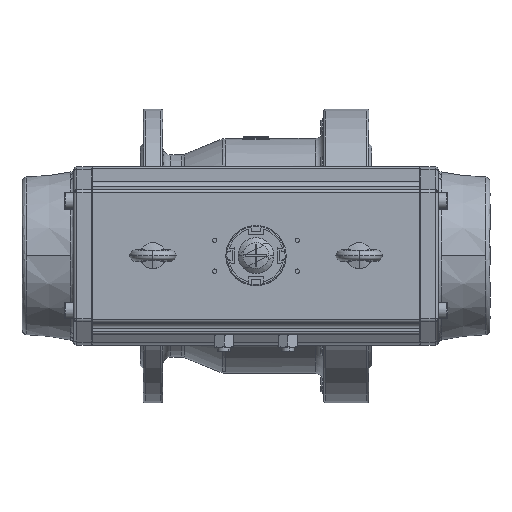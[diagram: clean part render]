
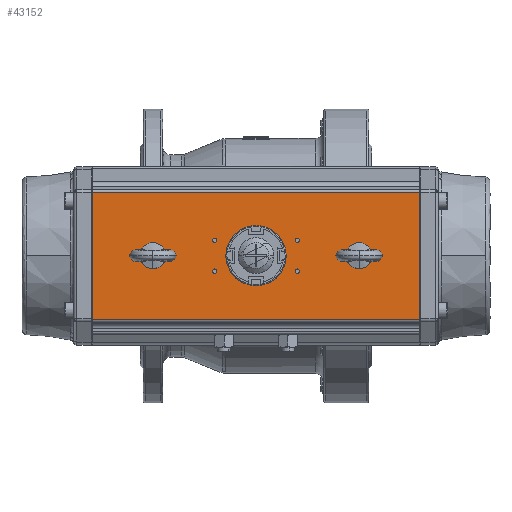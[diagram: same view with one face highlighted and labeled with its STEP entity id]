
A CAD part, top view. The second image highlights one B-rep face of the part: STEP entity #43152.
In plain terms, the highlighted planar face has unit normal (0, 0, 1).
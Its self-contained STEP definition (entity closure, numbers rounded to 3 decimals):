
#42973=CARTESIAN_POINT('',(159.,-62.072,389.081));
#42974=DIRECTION('',(0.,0.,-1.));
#42975=DIRECTION('',(-1.,-0.,-0.));
#42976=AXIS2_PLACEMENT_3D('',#42973,#42974,#42975);
#42977=PLANE('',#42976);
#42978=CARTESIAN_POINT('',(-158.655,61.306,389.081));
#42979=VERTEX_POINT('',#42978);
#42980=CARTESIAN_POINT('',(158.655,61.306,389.081));
#42981=VERTEX_POINT('',#42980);
#42982=CARTESIAN_POINT('',(-158.655,61.306,389.081));
#42983=DIRECTION('',(1.,0.,0.));
#42984=VECTOR('',#42983,317.31);
#42985=LINE('',#42982,#42984);
#42986=EDGE_CURVE('',#42979,#42981,#42985,.T.);
#42987=ORIENTED_EDGE('',*,*,#42986,.F.);
#42988=CARTESIAN_POINT('',(-158.655,-62.072,389.081));
#42989=VERTEX_POINT('',#42988);
#42990=CARTESIAN_POINT('',(-158.655,61.306,389.081));
#42991=DIRECTION('',(0.,-1.,-0.));
#42992=VECTOR('',#42991,123.377);
#42993=LINE('',#42990,#42992);
#42994=EDGE_CURVE('',#42979,#42989,#42993,.T.);
#42995=ORIENTED_EDGE('',*,*,#42994,.T.);
#42996=CARTESIAN_POINT('',(158.655,-62.072,389.081));
#42997=VERTEX_POINT('',#42996);
#42998=CARTESIAN_POINT('',(158.655,-62.072,389.081));
#42999=DIRECTION('',(-1.,-0.,-0.));
#43000=VECTOR('',#42999,317.31);
#43001=LINE('',#42998,#43000);
#43002=EDGE_CURVE('',#42997,#42989,#43001,.T.);
#43003=ORIENTED_EDGE('',*,*,#43002,.F.);
#43004=CARTESIAN_POINT('',(158.655,-62.072,389.081));
#43005=DIRECTION('',(-0.,1.,0.));
#43006=VECTOR('',#43005,123.377);
#43007=LINE('',#43004,#43006);
#43008=EDGE_CURVE('',#42997,#42981,#43007,.T.);
#43009=ORIENTED_EDGE('',*,*,#43008,.T.);
#43010=EDGE_LOOP('',(#42987,#42995,#43003,#43009));
#43011=FACE_BOUND('',#43010,.T.);
#43012=CARTESIAN_POINT('',(42.1,-15.383,389.081));
#43013=VERTEX_POINT('',#43012);
#43014=CARTESIAN_POINT('',(37.9,-15.383,389.081));
#43015=VERTEX_POINT('',#43014);
#43016=CARTESIAN_POINT('',(40.,-15.383,389.081));
#43017=DIRECTION('',(-0.,-0.,1.));
#43018=DIRECTION('',(1.,0.,0.));
#43019=AXIS2_PLACEMENT_3D('',#43016,#43017,#43018);
#43020=CIRCLE('',#43019,2.1);
#43021=EDGE_CURVE('NONE',#43013,#43015,#43020,.T.);
#43022=ORIENTED_EDGE('',*,*,#43021,.F.);
#43023=CARTESIAN_POINT('',(40.,-15.383,389.081));
#43024=DIRECTION('',(-0.,-0.,1.));
#43025=DIRECTION('',(1.,0.,0.));
#43026=AXIS2_PLACEMENT_3D('',#43023,#43024,#43025);
#43027=CIRCLE('',#43026,2.1);
#43028=EDGE_CURVE('NONE',#43015,#43013,#43027,.T.);
#43029=ORIENTED_EDGE('',*,*,#43028,.F.);
#43030=EDGE_LOOP('',(#43022,#43029));
#43031=FACE_BOUND('',#43030,.T.);
#43032=CARTESIAN_POINT('',(42.1,14.617,389.081));
#43033=VERTEX_POINT('',#43032);
#43034=CARTESIAN_POINT('',(37.9,14.617,389.081));
#43035=VERTEX_POINT('',#43034);
#43036=CARTESIAN_POINT('',(40.,14.617,389.081));
#43037=DIRECTION('',(-0.,-0.,1.));
#43038=DIRECTION('',(1.,0.,0.));
#43039=AXIS2_PLACEMENT_3D('',#43036,#43037,#43038);
#43040=CIRCLE('',#43039,2.1);
#43041=EDGE_CURVE('NONE',#43033,#43035,#43040,.T.);
#43042=ORIENTED_EDGE('',*,*,#43041,.F.);
#43043=CARTESIAN_POINT('',(40.,14.617,389.081));
#43044=DIRECTION('',(-0.,-0.,1.));
#43045=DIRECTION('',(1.,0.,0.));
#43046=AXIS2_PLACEMENT_3D('',#43043,#43044,#43045);
#43047=CIRCLE('',#43046,2.1);
#43048=EDGE_CURVE('NONE',#43035,#43033,#43047,.T.);
#43049=ORIENTED_EDGE('',*,*,#43048,.F.);
#43050=EDGE_LOOP('',(#43042,#43049));
#43051=FACE_BOUND('',#43050,.T.);
#43052=CARTESIAN_POINT('',(-37.9,14.617,389.081));
#43053=VERTEX_POINT('',#43052);
#43054=CARTESIAN_POINT('',(-42.1,14.617,389.081));
#43055=VERTEX_POINT('',#43054);
#43056=CARTESIAN_POINT('',(-40.,14.617,389.081));
#43057=DIRECTION('',(-0.,-0.,1.));
#43058=DIRECTION('',(1.,0.,0.));
#43059=AXIS2_PLACEMENT_3D('',#43056,#43057,#43058);
#43060=CIRCLE('',#43059,2.1);
#43061=EDGE_CURVE('NONE',#43053,#43055,#43060,.T.);
#43062=ORIENTED_EDGE('',*,*,#43061,.F.);
#43063=CARTESIAN_POINT('',(-40.,14.617,389.081));
#43064=DIRECTION('',(-0.,-0.,1.));
#43065=DIRECTION('',(1.,0.,0.));
#43066=AXIS2_PLACEMENT_3D('',#43063,#43064,#43065);
#43067=CIRCLE('',#43066,2.1);
#43068=EDGE_CURVE('NONE',#43055,#43053,#43067,.T.);
#43069=ORIENTED_EDGE('',*,*,#43068,.F.);
#43070=EDGE_LOOP('',(#43062,#43069));
#43071=FACE_BOUND('',#43070,.T.);
#43072=CARTESIAN_POINT('',(-37.9,-15.383,389.081));
#43073=VERTEX_POINT('',#43072);
#43074=CARTESIAN_POINT('',(-42.1,-15.383,389.081));
#43075=VERTEX_POINT('',#43074);
#43076=CARTESIAN_POINT('',(-40.,-15.383,389.081));
#43077=DIRECTION('',(-0.,-0.,1.));
#43078=DIRECTION('',(1.,0.,0.));
#43079=AXIS2_PLACEMENT_3D('',#43076,#43077,#43078);
#43080=CIRCLE('',#43079,2.1);
#43081=EDGE_CURVE('NONE',#43073,#43075,#43080,.T.);
#43082=ORIENTED_EDGE('',*,*,#43081,.F.);
#43083=CARTESIAN_POINT('',(-40.,-15.383,389.081));
#43084=DIRECTION('',(-0.,-0.,1.));
#43085=DIRECTION('',(1.,0.,0.));
#43086=AXIS2_PLACEMENT_3D('',#43083,#43084,#43085);
#43087=CIRCLE('',#43086,2.1);
#43088=EDGE_CURVE('NONE',#43075,#43073,#43087,.T.);
#43089=ORIENTED_EDGE('',*,*,#43088,.F.);
#43090=EDGE_LOOP('',(#43082,#43089));
#43091=FACE_BOUND('',#43090,.T.);
#43092=CARTESIAN_POINT('',(-95.75,-0.383,389.081));
#43093=VERTEX_POINT('',#43092);
#43094=CARTESIAN_POINT('',(-104.25,-0.383,389.081));
#43095=VERTEX_POINT('',#43094);
#43096=CARTESIAN_POINT('',(-100.,-0.383,389.081));
#43097=DIRECTION('',(-0.,-0.,1.));
#43098=DIRECTION('',(1.,0.,0.));
#43099=AXIS2_PLACEMENT_3D('',#43096,#43097,#43098);
#43100=CIRCLE('',#43099,4.25);
#43101=EDGE_CURVE('NONE',#43093,#43095,#43100,.T.);
#43102=ORIENTED_EDGE('',*,*,#43101,.F.);
#43103=CARTESIAN_POINT('',(-100.,-0.383,389.081));
#43104=DIRECTION('',(-0.,-0.,1.));
#43105=DIRECTION('',(1.,0.,0.));
#43106=AXIS2_PLACEMENT_3D('',#43103,#43104,#43105);
#43107=CIRCLE('',#43106,4.25);
#43108=EDGE_CURVE('NONE',#43095,#43093,#43107,.T.);
#43109=ORIENTED_EDGE('',*,*,#43108,.F.);
#43110=EDGE_LOOP('',(#43102,#43109));
#43111=FACE_BOUND('',#43110,.T.);
#43112=CARTESIAN_POINT('',(104.25,-0.383,389.081));
#43113=VERTEX_POINT('',#43112);
#43114=CARTESIAN_POINT('',(95.75,-0.383,389.081));
#43115=VERTEX_POINT('',#43114);
#43116=CARTESIAN_POINT('',(100.,-0.383,389.081));
#43117=DIRECTION('',(-0.,-0.,1.));
#43118=DIRECTION('',(1.,0.,0.));
#43119=AXIS2_PLACEMENT_3D('',#43116,#43117,#43118);
#43120=CIRCLE('',#43119,4.25);
#43121=EDGE_CURVE('NONE',#43113,#43115,#43120,.T.);
#43122=ORIENTED_EDGE('',*,*,#43121,.F.);
#43123=CARTESIAN_POINT('',(100.,-0.383,389.081));
#43124=DIRECTION('',(-0.,-0.,1.));
#43125=DIRECTION('',(1.,0.,0.));
#43126=AXIS2_PLACEMENT_3D('',#43123,#43124,#43125);
#43127=CIRCLE('',#43126,4.25);
#43128=EDGE_CURVE('NONE',#43115,#43113,#43127,.T.);
#43129=ORIENTED_EDGE('',*,*,#43128,.F.);
#43130=EDGE_LOOP('',(#43122,#43129));
#43131=FACE_BOUND('',#43130,.T.);
#43132=CARTESIAN_POINT('',(20.,-0.383,389.081));
#43133=VERTEX_POINT('',#43132);
#43134=CARTESIAN_POINT('',(-20.,-0.383,389.081));
#43135=VERTEX_POINT('',#43134);
#43136=CARTESIAN_POINT('',(0.,-0.383,389.081));
#43137=DIRECTION('',(0.,0.,-1.));
#43138=DIRECTION('',(1.,0.,0.));
#43139=AXIS2_PLACEMENT_3D('',#43136,#43137,#43138);
#43140=CIRCLE('',#43139,20.);
#43141=EDGE_CURVE('',#43133,#43135,#43140,.T.);
#43142=ORIENTED_EDGE('',*,*,#43141,.T.);
#43143=CARTESIAN_POINT('',(0.,-0.383,389.081));
#43144=DIRECTION('',(0.,0.,-1.));
#43145=DIRECTION('',(1.,0.,0.));
#43146=AXIS2_PLACEMENT_3D('',#43143,#43144,#43145);
#43147=CIRCLE('',#43146,20.);
#43148=EDGE_CURVE('',#43135,#43133,#43147,.T.);
#43149=ORIENTED_EDGE('',*,*,#43148,.T.);
#43150=EDGE_LOOP('',(#43142,#43149));
#43151=FACE_BOUND('',#43150,.T.);
#43152=ADVANCED_FACE('',(#43011,#43031,#43051,#43071,#43091,#43111,#43131,#43151),#42977,.F.);
